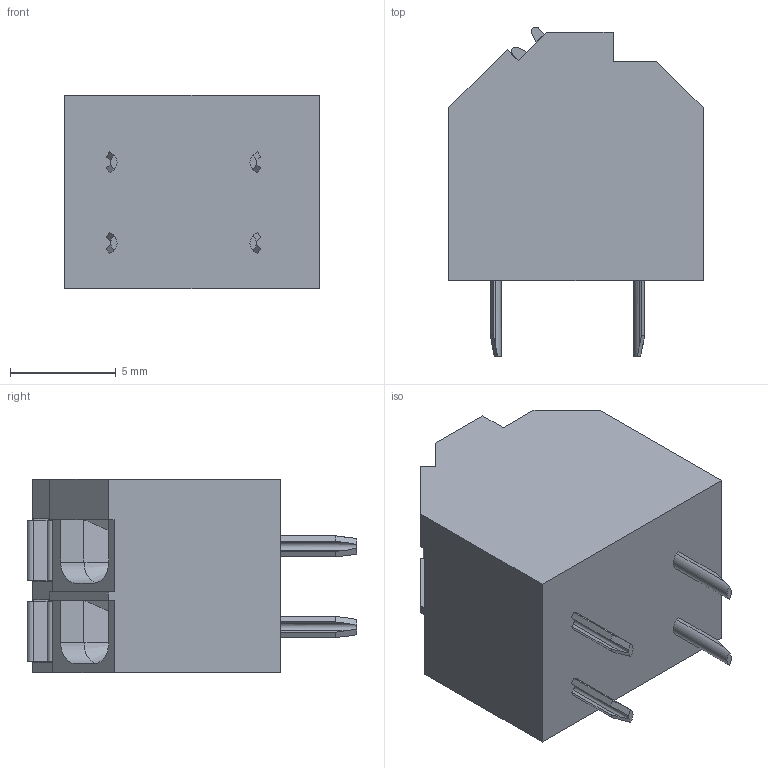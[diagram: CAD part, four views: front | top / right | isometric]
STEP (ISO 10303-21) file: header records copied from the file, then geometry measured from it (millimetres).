
FILE_DESCRIPTION((''),'2;1');
FILE_NAME('1','2024-09-25T',('sj'),(''),'PRO/ENGINEER BY PARAMETRIC TECHNOLOGY CORPORATION, 2013240','PRO/ENGINEER BY PARAMETRIC TECHNOLOGY CORPORATION, 2013240','');
FILE_SCHEMA(('AUTOMOTIVE_DESIGN_CC2 { 1 2 10303 214 -1 1 5 2 }'));
Length unit declared in the file: millimetre
Products named in the file (1): 1
Bounding box: 12 x 15.56 x 9.12 mm (x, y, z)
Volume: 1090.9 mm3; surface area: 797.5 mm2
Topology: 1 solids, 1 shells, 112 faces, 300 edges, 196 vertices
Faces by surface type: plane 90, cylinder 18, cone 4
Entity records: 3460 total; most frequent: CARTESIAN_POINT 632, ORIENTED_EDGE 600, DIRECTION 548, EDGE_CURVE 300, VECTOR 244, LINE 244, VERTEX_POINT 196, AXIS2_PLACEMENT_3D 152
